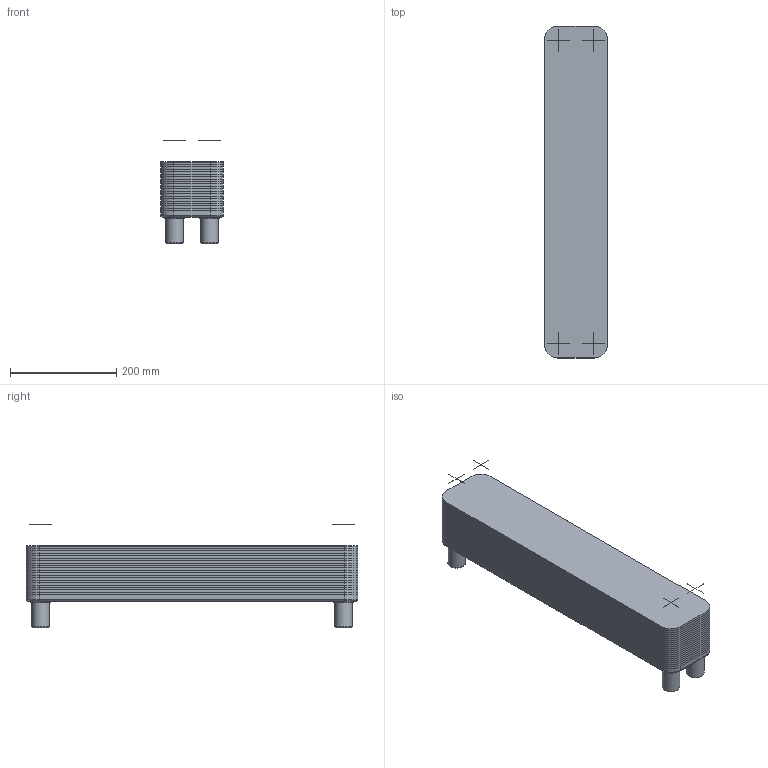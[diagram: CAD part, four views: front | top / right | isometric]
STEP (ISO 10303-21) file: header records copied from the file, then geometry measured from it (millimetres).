
FILE_DESCRIPTION(/* description */ (''),/* implementation_level */ '2;1');
FILE_NAME(/* name */ 'PB24.stp',/* time_stamp */ '2015-07-22T09:11:54+02:00',/* author */ ('Helmut'),/* organization */ (''),/* preprocessor_version */ 'ST-DEVELOPER v16.1',/* originating_system */ 'Autodesk Inventor 2016',/* authorisation */ '');
FILE_SCHEMA (('AUTOMOTIVE_DESIGN { 1 0 10303 214 3 1 1 }'));
Length unit declared in the file: millimetre
Products named in the file (5): Grundplatte; Anschluss G2; Kupferplatte; PB24_Typenschild; PB24
Assembly tree (26 placements, depth 2):
  PB24
    Grundplatte
    PB24_Typenschild
    Anschluss G2  x4
    Kupferplatte  x20
Bounding box: 118 x 625 x 195 mm (x, y, z)
Volume: 7677379.5 mm3; surface area: 3278384.5 mm2
Topology: 26 solids, 34 shells, 424 faces, 940 edges, 580 vertices
Faces by surface type: plane 232, cylinder 100, cone 84, torus 8
Full cylindrical faces by diameter (mm): 26 x4, 33.2 x4, 37.2 x4
Entity records: 1960 total; most frequent: DIRECTION 350, CARTESIAN_POINT 317, ORIENTED_EDGE 232, EDGE_CURVE 132, AXIS2_PLACEMENT_3D 129, VERTEX_POINT 96, LINE 92, VECTOR 92
